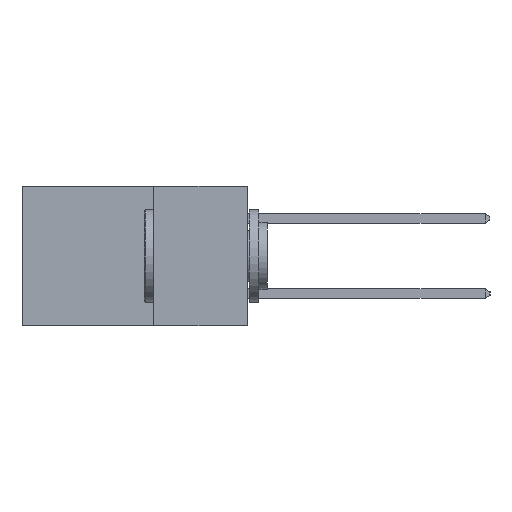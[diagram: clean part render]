
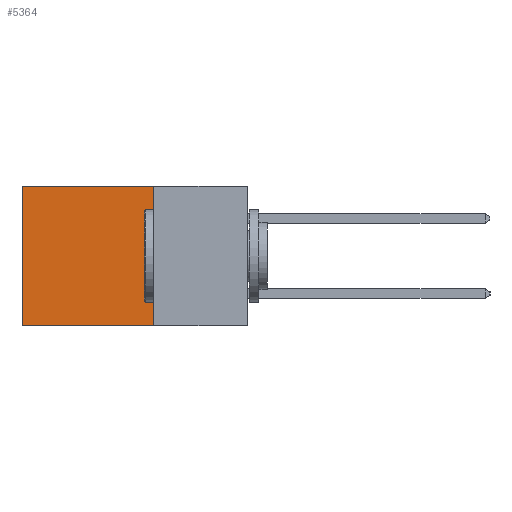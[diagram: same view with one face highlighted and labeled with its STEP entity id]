
A CAD part, left-side view. The second image highlights one B-rep face of the part: STEP entity #5364.
In plain terms, the highlighted planar face has unit normal (-1, 0, 0).
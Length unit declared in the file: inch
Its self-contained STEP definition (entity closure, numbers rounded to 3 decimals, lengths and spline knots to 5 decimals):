
#823 = ORIENTED_EDGE ( 'NONE', *, *, #7555, .F. ) ;
#1578 = VERTEX_POINT ( 'NONE', #9861 ) ;
#1771 = ORIENTED_EDGE ( 'NONE', *, *, #14426, .T. ) ;
#2254 = CARTESIAN_POINT ( 'NONE',  ( 0.2615, 0.25, 0. ) ) ;
#2264 = LINE ( 'NONE', #15693, #16186 ) ;
#2463 = DIRECTION ( 'NONE',  ( 0., 1., 0. ) ) ;
#2465 = EDGE_CURVE ( 'NONE', #3613, #1578, #2264, .T. ) ;
#3065 = LINE ( 'NONE', #5236, #10418 ) ;
#3613 = VERTEX_POINT ( 'NONE', #14148 ) ;
#3686 = VECTOR ( 'NONE', #11802, 39.37008 ) ;
#4985 = DIRECTION ( 'NONE',  ( 0., 1., 0. ) ) ;
#5236 = CARTESIAN_POINT ( 'NONE',  ( 0.2615, 0.25, -0.37 ) ) ;
#5282 = CARTESIAN_POINT ( 'NONE',  ( 0.2615, 0.25, 0. ) ) ;
#5284 = VERTEX_POINT ( 'NONE', #6777 ) ;
#5364 = ADVANCED_FACE ( 'NONE', ( #8049 ), #6383, .F. ) ;
#5939 = ORIENTED_EDGE ( 'NONE', *, *, #2465, .T. ) ;
#6025 = EDGE_LOOP ( 'NONE', ( #5939, #823, #16706, #1771 ) ) ;
#6281 = DIRECTION ( 'NONE',  ( 0., 0., -1. ) ) ;
#6284 = DIRECTION ( 'NONE',  ( 1., 0., 0. ) ) ;
#6365 = CARTESIAN_POINT ( 'NONE',  ( 0.2615, 0.25, -0.37 ) ) ;
#6383 = PLANE ( 'NONE',  #16700 ) ;
#6560 = EDGE_CURVE ( 'NONE', #15696, #5284, #11004, .T. ) ;
#6777 = CARTESIAN_POINT ( 'NONE',  ( 0.2615, 0.25, -0.37 ) ) ;
#7555 = EDGE_CURVE ( 'NONE', #5284, #1578, #3065, .T. ) ;
#7593 = CARTESIAN_POINT ( 'NONE',  ( 0.2615, 0.25, -0.37 ) ) ;
#8049 = FACE_OUTER_BOUND ( 'NONE', #6025, .T. ) ;
#9861 = CARTESIAN_POINT ( 'NONE',  ( 0.2615, 0.6, -0.37 ) ) ;
#10418 = VECTOR ( 'NONE', #4985, 39.37008 ) ;
#11004 = LINE ( 'NONE', #7593, #3686 ) ;
#11802 = DIRECTION ( 'NONE',  ( 0., 0., -1. ) ) ;
#12181 = VECTOR ( 'NONE', #2463, 39.37008 ) ;
#14148 = CARTESIAN_POINT ( 'NONE',  ( 0.2615, 0.6, 0. ) ) ;
#14426 = EDGE_CURVE ( 'NONE', #15696, #3613, #15608, .T. ) ;
#15297 = DIRECTION ( 'NONE',  ( 0., 0., -1. ) ) ;
#15608 = LINE ( 'NONE', #5282, #12181 ) ;
#15693 = CARTESIAN_POINT ( 'NONE',  ( 0.2615, 0.6, -0.37 ) ) ;
#15696 = VERTEX_POINT ( 'NONE', #2254 ) ;
#16186 = VECTOR ( 'NONE', #15297, 39.37008 ) ;
#16700 = AXIS2_PLACEMENT_3D ( 'NONE', #6365, #6284, #6281 ) ;
#16706 = ORIENTED_EDGE ( 'NONE', *, *, #6560, .F. ) ;
